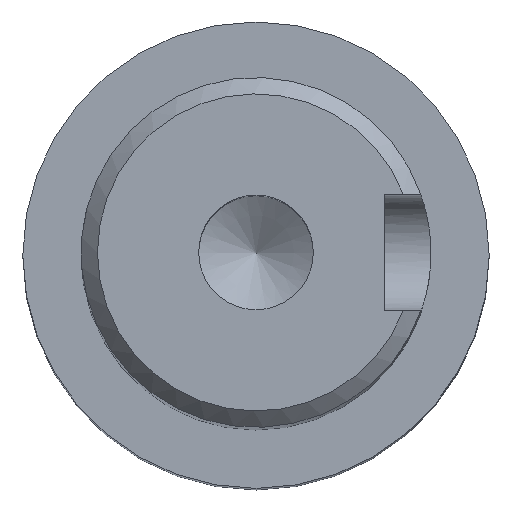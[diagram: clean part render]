
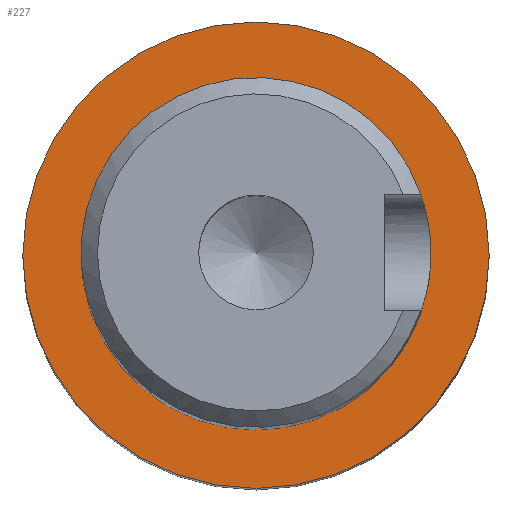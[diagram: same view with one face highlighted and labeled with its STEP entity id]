
A CAD part, top view. The second image highlights one B-rep face of the part: STEP entity #227.
In plain terms, the highlighted planar face has unit normal (0, 0, 1).
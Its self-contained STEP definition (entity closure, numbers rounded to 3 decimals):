
#42=PLANE('',#262);
#56=FACE_BOUND('',#96,.T.);
#72=FACE_OUTER_BOUND('',#95,.T.);
#95=EDGE_LOOP('',(#203));
#96=EDGE_LOOP('',(#204));
#111=CIRCLE('',#254,7.5);
#114=CIRCLE('',#263,10.);
#126=VERTEX_POINT('',#371);
#134=VERTEX_POINT('',#415);
#146=EDGE_CURVE('',#126,#126,#111,.T.);
#159=EDGE_CURVE('',#134,#134,#114,.T.);
#203=ORIENTED_EDGE('',*,*,#159,.T.);
#204=ORIENTED_EDGE('',*,*,#146,.T.);
#227=ADVANCED_FACE('',(#72,#56),#42,.T.);
#254=AXIS2_PLACEMENT_3D('',#372,#300,#301);
#262=AXIS2_PLACEMENT_3D('',#414,#325,#326);
#263=AXIS2_PLACEMENT_3D('',#416,#327,#328);
#300=DIRECTION('center_axis',(0.,0.,-1.));
#301=DIRECTION('ref_axis',(-1.,0.,0.));
#325=DIRECTION('center_axis',(0.,0.,1.));
#326=DIRECTION('ref_axis',(1.,0.,0.));
#327=DIRECTION('center_axis',(0.,0.,1.));
#328=DIRECTION('ref_axis',(1.,0.,0.));
#371=CARTESIAN_POINT('',(7.5,0.,0.));
#372=CARTESIAN_POINT('Origin',(0.,0.,0.));
#414=CARTESIAN_POINT('Origin',(0.,0.,0.));
#415=CARTESIAN_POINT('',(-10.,0.,0.));
#416=CARTESIAN_POINT('Origin',(0.,0.,0.));
